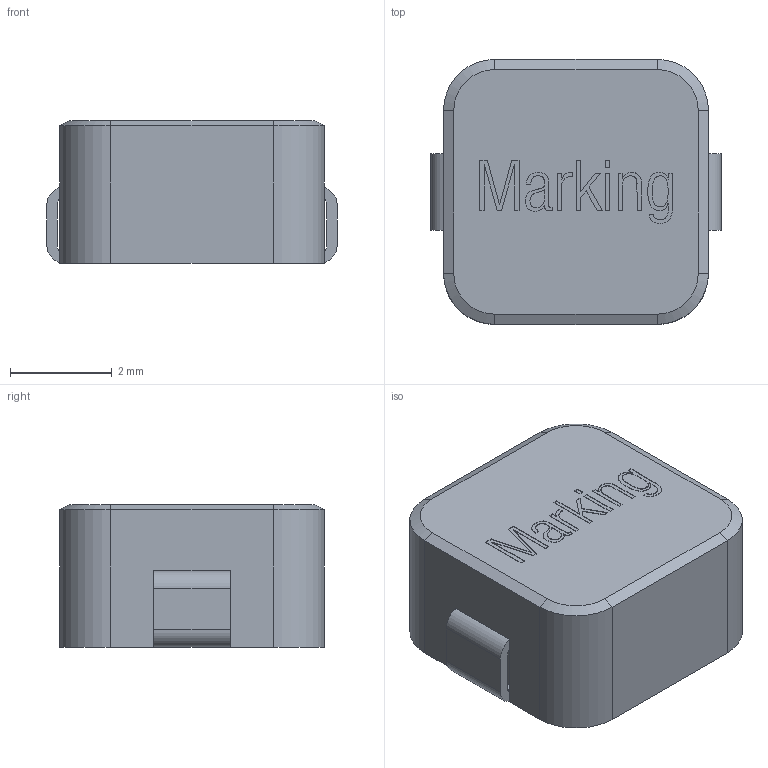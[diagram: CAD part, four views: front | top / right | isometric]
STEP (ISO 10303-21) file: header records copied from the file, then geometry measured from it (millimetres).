
FILE_DESCRIPTION( ( 'Unknown' ), '1' );
FILE_NAME( 'IndLHMI5030_molded.stp', 'Unknown', ( 'Unknown' ), ( 'Unknown' ), 'PSStep 16.0.42', 'Unknown', ' ' );
FILE_SCHEMA( ( 'AUTOMOTIVE_DESIGN { 1 0 10303 214 1 1 1 1 }' ) );
Length unit declared in the file: millimetre
Products named in the file (3): Assem1; base; pin
Assembly tree (2 placements, depth 2):
  Assem1
    base
    pin
Bounding box: 5.7 x 5.2 x 2.8 mm (x, y, z)
Volume: 74.3 mm3; surface area: 140.4 mm2
Topology: 2 solids, 2 shells, 133 faces, 349 edges, 230 vertices
Faces by surface type: plane 105, extrusion 12, cylinder 12, cone 4
Entity records: 5416 total; most frequent: CARTESIAN_POINT 1274, ORIENTED_EDGE 696, DIRECTION 494, EDGE_CURVE 348, VERTEX_POINT 230, VECTOR 190, LINE 178, B_SPLINE_CURVE_WITH_KNOTS 154
